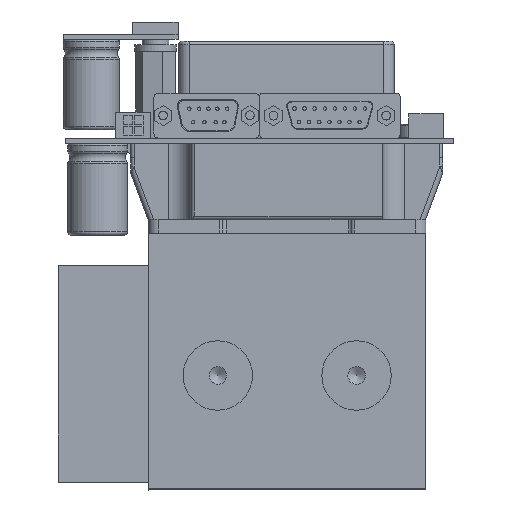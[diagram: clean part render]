
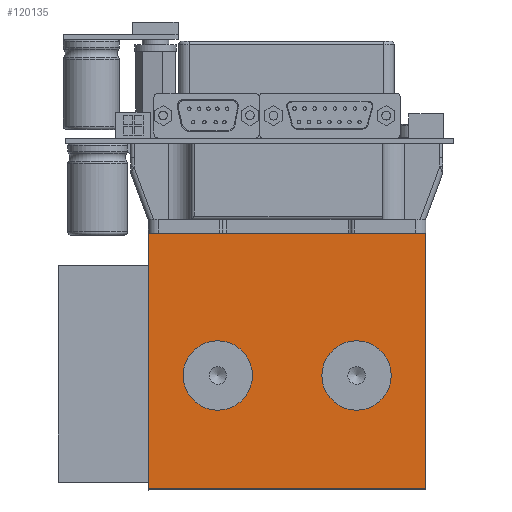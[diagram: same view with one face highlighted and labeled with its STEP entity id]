
A CAD part, left-side view. The second image highlights one B-rep face of the part: STEP entity #120135.
In plain terms, the highlighted planar face has unit normal (-1, 0, 0).
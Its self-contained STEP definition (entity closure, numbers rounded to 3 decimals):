
#120135 = ADVANCED_FACE('',(#120136,#120255,#120286),#120150,.T.);
#120136 = FACE_BOUND('',#120137,.T.);
#120137 = EDGE_LOOP('',(#120138,#120173,#120201,#120229));
#120138 = ORIENTED_EDGE('',*,*,#120139,.T.);
#120139 = EDGE_CURVE('',#120140,#120142,#120144,.T.);
#120140 = VERTEX_POINT('',#120141);
#120141 = CARTESIAN_POINT('',(9.921,8.049,
    -25.872));
#120142 = VERTEX_POINT('',#120143);
#120143 = CARTESIAN_POINT('',(9.921,88.049,
    -25.872));
#120144 = SURFACE_CURVE('',#120145,(#120149,#120161),.PCURVE_S1.);
#120145 = LINE('',#120146,#120147);
#120146 = CARTESIAN_POINT('',(9.921,8.049,
    -25.872));
#120147 = VECTOR('',#120148,1.);
#120148 = DIRECTION('',(0.,1.,0.));
#120149 = PCURVE('',#120150,#120155);
#120150 = PLANE('',#120151);
#120151 = AXIS2_PLACEMENT_3D('',#120152,#120153,#120154);
#120152 = CARTESIAN_POINT('',(9.921,8.049,
    -25.872));
#120153 = DIRECTION('',(-1.,0.,0.));
#120154 = DIRECTION('',(0.,0.,-1.));
#120155 = DEFINITIONAL_REPRESENTATION('',(#120156),#120160);
#120156 = LINE('',#120157,#120158);
#120157 = CARTESIAN_POINT('',(0.,0.));
#120158 = VECTOR('',#120159,1.);
#120159 = DIRECTION('',(0.,-1.));
#120160 = ( GEOMETRIC_REPRESENTATION_CONTEXT(2) 
PARAMETRIC_REPRESENTATION_CONTEXT() REPRESENTATION_CONTEXT('2D SPACE',''
  ) );
#120161 = PCURVE('',#120162,#120167);
#120162 = PLANE('',#120163);
#120163 = AXIS2_PLACEMENT_3D('',#120164,#120165,#120166);
#120164 = CARTESIAN_POINT('',(134.921,8.049,
    -25.872));
#120165 = DIRECTION('',(0.,0.,1.));
#120166 = DIRECTION('',(-1.,0.,0.));
#120167 = DEFINITIONAL_REPRESENTATION('',(#120168),#120172);
#120168 = LINE('',#120169,#120170);
#120169 = CARTESIAN_POINT('',(125.,0.));
#120170 = VECTOR('',#120171,1.);
#120171 = DIRECTION('',(0.,-1.));
#120172 = ( GEOMETRIC_REPRESENTATION_CONTEXT(2) 
PARAMETRIC_REPRESENTATION_CONTEXT() REPRESENTATION_CONTEXT('2D SPACE',''
  ) );
#120173 = ORIENTED_EDGE('',*,*,#120174,.T.);
#120174 = EDGE_CURVE('',#120142,#120175,#120177,.T.);
#120175 = VERTEX_POINT('',#120176);
#120176 = CARTESIAN_POINT('',(9.921,88.049,
    -99.372));
#120177 = SURFACE_CURVE('',#120178,(#120182,#120189),.PCURVE_S1.);
#120178 = LINE('',#120179,#120180);
#120179 = CARTESIAN_POINT('',(9.921,88.049,
    -25.872));
#120180 = VECTOR('',#120181,1.);
#120181 = DIRECTION('',(0.,0.,-1.));
#120182 = PCURVE('',#120150,#120183);
#120183 = DEFINITIONAL_REPRESENTATION('',(#120184),#120188);
#120184 = LINE('',#120185,#120186);
#120185 = CARTESIAN_POINT('',(0.,-80.));
#120186 = VECTOR('',#120187,1.);
#120187 = DIRECTION('',(1.,0.));
#120188 = ( GEOMETRIC_REPRESENTATION_CONTEXT(2) 
PARAMETRIC_REPRESENTATION_CONTEXT() REPRESENTATION_CONTEXT('2D SPACE',''
  ) );
#120189 = PCURVE('',#120190,#120195);
#120190 = PLANE('',#120191);
#120191 = AXIS2_PLACEMENT_3D('',#120192,#120193,#120194);
#120192 = CARTESIAN_POINT('',(72.421,88.049,
    -64.063));
#120193 = DIRECTION('',(0.,1.,0.));
#120194 = DIRECTION('',(-1.,0.,0.));
#120195 = DEFINITIONAL_REPRESENTATION('',(#120196),#120200);
#120196 = LINE('',#120197,#120198);
#120197 = CARTESIAN_POINT('',(62.5,38.191));
#120198 = VECTOR('',#120199,1.);
#120199 = DIRECTION('',(0.,-1.));
#120200 = ( GEOMETRIC_REPRESENTATION_CONTEXT(2) 
PARAMETRIC_REPRESENTATION_CONTEXT() REPRESENTATION_CONTEXT('2D SPACE',''
  ) );
#120201 = ORIENTED_EDGE('',*,*,#120202,.F.);
#120202 = EDGE_CURVE('',#120203,#120175,#120205,.T.);
#120203 = VERTEX_POINT('',#120204);
#120204 = CARTESIAN_POINT('',(9.921,8.049,
    -99.372));
#120205 = SURFACE_CURVE('',#120206,(#120210,#120217),.PCURVE_S1.);
#120206 = LINE('',#120207,#120208);
#120207 = CARTESIAN_POINT('',(9.921,8.049,
    -99.372));
#120208 = VECTOR('',#120209,1.);
#120209 = DIRECTION('',(0.,1.,0.));
#120210 = PCURVE('',#120150,#120211);
#120211 = DEFINITIONAL_REPRESENTATION('',(#120212),#120216);
#120212 = LINE('',#120213,#120214);
#120213 = CARTESIAN_POINT('',(73.5,0.));
#120214 = VECTOR('',#120215,1.);
#120215 = DIRECTION('',(0.,-1.));
#120216 = ( GEOMETRIC_REPRESENTATION_CONTEXT(2) 
PARAMETRIC_REPRESENTATION_CONTEXT() REPRESENTATION_CONTEXT('2D SPACE',''
  ) );
#120217 = PCURVE('',#120218,#120223);
#120218 = CYLINDRICAL_SURFACE('',#120219,0.5);
#120219 = AXIS2_PLACEMENT_3D('',#120220,#120221,#120222);
#120220 = CARTESIAN_POINT('',(10.421,8.049,
    -99.372));
#120221 = DIRECTION('',(0.,-1.,0.));
#120222 = DIRECTION('',(0.,0.,1.));
#120223 = DEFINITIONAL_REPRESENTATION('',(#120224),#120228);
#120224 = LINE('',#120225,#120226);
#120225 = CARTESIAN_POINT('',(1.571,0.));
#120226 = VECTOR('',#120227,1.);
#120227 = DIRECTION('',(0.,-1.));
#120228 = ( GEOMETRIC_REPRESENTATION_CONTEXT(2) 
PARAMETRIC_REPRESENTATION_CONTEXT() REPRESENTATION_CONTEXT('2D SPACE',''
  ) );
#120229 = ORIENTED_EDGE('',*,*,#120230,.F.);
#120230 = EDGE_CURVE('',#120140,#120203,#120231,.T.);
#120231 = SURFACE_CURVE('',#120232,(#120236,#120243),.PCURVE_S1.);
#120232 = LINE('',#120233,#120234);
#120233 = CARTESIAN_POINT('',(9.921,8.049,
    -25.872));
#120234 = VECTOR('',#120235,1.);
#120235 = DIRECTION('',(0.,0.,-1.));
#120236 = PCURVE('',#120150,#120237);
#120237 = DEFINITIONAL_REPRESENTATION('',(#120238),#120242);
#120238 = LINE('',#120239,#120240);
#120239 = CARTESIAN_POINT('',(0.,0.));
#120240 = VECTOR('',#120241,1.);
#120241 = DIRECTION('',(1.,0.));
#120242 = ( GEOMETRIC_REPRESENTATION_CONTEXT(2) 
PARAMETRIC_REPRESENTATION_CONTEXT() REPRESENTATION_CONTEXT('2D SPACE',''
  ) );
#120243 = PCURVE('',#120244,#120249);
#120244 = PLANE('',#120245);
#120245 = AXIS2_PLACEMENT_3D('',#120246,#120247,#120248);
#120246 = CARTESIAN_POINT('',(72.421,8.049,
    -64.063));
#120247 = DIRECTION('',(0.,1.,0.));
#120248 = DIRECTION('',(-1.,0.,0.));
#120249 = DEFINITIONAL_REPRESENTATION('',(#120250),#120254);
#120250 = LINE('',#120251,#120252);
#120251 = CARTESIAN_POINT('',(62.5,38.191));
#120252 = VECTOR('',#120253,1.);
#120253 = DIRECTION('',(0.,-1.));
#120254 = ( GEOMETRIC_REPRESENTATION_CONTEXT(2) 
PARAMETRIC_REPRESENTATION_CONTEXT() REPRESENTATION_CONTEXT('2D SPACE',''
  ) );
#120255 = FACE_BOUND('',#120256,.T.);
#120256 = EDGE_LOOP('',(#120257));
#120257 = ORIENTED_EDGE('',*,*,#120258,.F.);
#120258 = EDGE_CURVE('',#120259,#120259,#120261,.T.);
#120259 = VERTEX_POINT('',#120260);
#120260 = CARTESIAN_POINT('',(9.921,28.049,
    -63.872));
#120261 = SURFACE_CURVE('',#120262,(#120267,#120274),.PCURVE_S1.);
#120262 = CIRCLE('',#120263,3.);
#120263 = AXIS2_PLACEMENT_3D('',#120264,#120265,#120266);
#120264 = CARTESIAN_POINT('',(9.921,28.049,
    -66.872));
#120265 = DIRECTION('',(-1.,0.,0.));
#120266 = DIRECTION('',(0.,0.,1.));
#120267 = PCURVE('',#120150,#120268);
#120268 = DEFINITIONAL_REPRESENTATION('',(#120269),#120273);
#120269 = CIRCLE('',#120270,3.);
#120270 = AXIS2_PLACEMENT_2D('',#120271,#120272);
#120271 = CARTESIAN_POINT('',(41.,-20.));
#120272 = DIRECTION('',(-1.,-0.));
#120273 = ( GEOMETRIC_REPRESENTATION_CONTEXT(2) 
PARAMETRIC_REPRESENTATION_CONTEXT() REPRESENTATION_CONTEXT('2D SPACE',''
  ) );
#120274 = PCURVE('',#120275,#120280);
#120275 = CYLINDRICAL_SURFACE('',#120276,3.);
#120276 = AXIS2_PLACEMENT_3D('',#120277,#120278,#120279);
#120277 = CARTESIAN_POINT('',(9.921,28.049,
    -66.872));
#120278 = DIRECTION('',(-1.,0.,0.));
#120279 = DIRECTION('',(0.,0.,1.));
#120280 = DEFINITIONAL_REPRESENTATION('',(#120281),#120285);
#120281 = LINE('',#120282,#120283);
#120282 = CARTESIAN_POINT('',(0.,0.));
#120283 = VECTOR('',#120284,1.);
#120284 = DIRECTION('',(1.,0.));
#120285 = ( GEOMETRIC_REPRESENTATION_CONTEXT(2) 
PARAMETRIC_REPRESENTATION_CONTEXT() REPRESENTATION_CONTEXT('2D SPACE',''
  ) );
#120286 = FACE_BOUND('',#120287,.T.);
#120287 = EDGE_LOOP('',(#120288));
#120288 = ORIENTED_EDGE('',*,*,#120289,.F.);
#120289 = EDGE_CURVE('',#120290,#120290,#120292,.T.);
#120290 = VERTEX_POINT('',#120291);
#120291 = CARTESIAN_POINT('',(9.921,68.049,
    -63.872));
#120292 = SURFACE_CURVE('',#120293,(#120298,#120305),.PCURVE_S1.);
#120293 = CIRCLE('',#120294,3.);
#120294 = AXIS2_PLACEMENT_3D('',#120295,#120296,#120297);
#120295 = CARTESIAN_POINT('',(9.921,68.049,
    -66.872));
#120296 = DIRECTION('',(-1.,0.,0.));
#120297 = DIRECTION('',(0.,0.,1.));
#120298 = PCURVE('',#120150,#120299);
#120299 = DEFINITIONAL_REPRESENTATION('',(#120300),#120304);
#120300 = CIRCLE('',#120301,3.);
#120301 = AXIS2_PLACEMENT_2D('',#120302,#120303);
#120302 = CARTESIAN_POINT('',(41.,-60.));
#120303 = DIRECTION('',(-1.,-0.));
#120304 = ( GEOMETRIC_REPRESENTATION_CONTEXT(2) 
PARAMETRIC_REPRESENTATION_CONTEXT() REPRESENTATION_CONTEXT('2D SPACE',''
  ) );
#120305 = PCURVE('',#120306,#120311);
#120306 = CYLINDRICAL_SURFACE('',#120307,3.);
#120307 = AXIS2_PLACEMENT_3D('',#120308,#120309,#120310);
#120308 = CARTESIAN_POINT('',(9.921,68.049,
    -66.872));
#120309 = DIRECTION('',(-1.,0.,0.));
#120310 = DIRECTION('',(0.,0.,1.));
#120311 = DEFINITIONAL_REPRESENTATION('',(#120312),#120316);
#120312 = LINE('',#120313,#120314);
#120313 = CARTESIAN_POINT('',(0.,0.));
#120314 = VECTOR('',#120315,1.);
#120315 = DIRECTION('',(1.,0.));
#120316 = ( GEOMETRIC_REPRESENTATION_CONTEXT(2) 
PARAMETRIC_REPRESENTATION_CONTEXT() REPRESENTATION_CONTEXT('2D SPACE',''
  ) );
